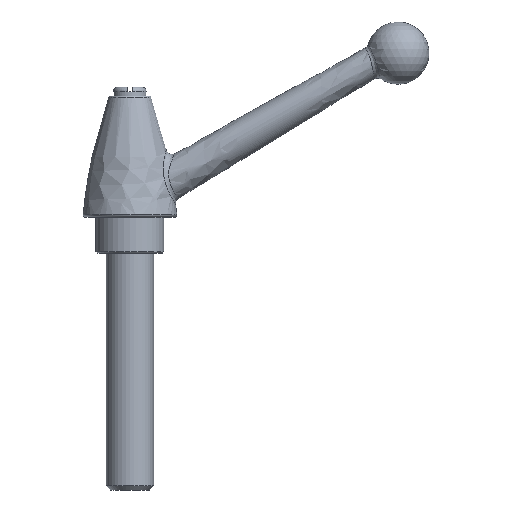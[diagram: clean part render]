
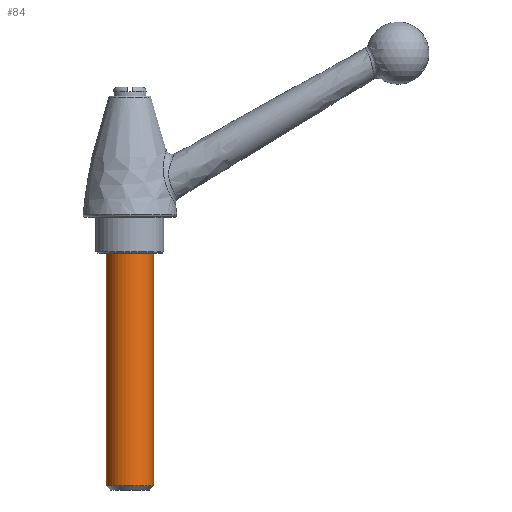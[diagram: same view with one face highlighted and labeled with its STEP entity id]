
A CAD part, front view. The second image highlights one B-rep face of the part: STEP entity #84.
In plain terms, the highlighted cylindrical face has radius 8 mm (diameter 16 mm), a full revolution.
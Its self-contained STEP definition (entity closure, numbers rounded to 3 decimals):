
#84 = ADVANCED_FACE( '', ( #184, #185 ), #186, .T. );
#184 = FACE_OUTER_BOUND( '', #5219, .T. );
#185 = FACE_OUTER_BOUND( '', #5220, .T. );
#186 = CYLINDRICAL_SURFACE( '', #5221, 8. );
#5219 = EDGE_LOOP( '', ( #5342 ) );
#5220 = EDGE_LOOP( '', ( #5343 ) );
#5221 = AXIS2_PLACEMENT_3D( '', #5344, #5345, #5346 );
#5342 = ORIENTED_EDGE( '', *, *, #5439, .T. );
#5343 = ORIENTED_EDGE( '', *, *, #5411, .T. );
#5344 = CARTESIAN_POINT( '', ( 0., 0., -92. ) );
#5345 = DIRECTION( '', ( 0., 0., -1. ) );
#5346 = DIRECTION( '', ( 0., -1., 0. ) );
#5411 = EDGE_CURVE( '', #5476, #5476, #5477, .F. );
#5439 = EDGE_CURVE( '', #5520, #5520, #5521, .F. );
#5476 = VERTEX_POINT( '', #7180 );
#5477 = CIRCLE( '', #7181, 8. );
#5520 = VERTEX_POINT( '', #7785 );
#5521 = CIRCLE( '', #7786, 8. );
#7180 = CARTESIAN_POINT( '', ( 0., -8., -12. ) );
#7181 = AXIS2_PLACEMENT_3D( '', #7813, #7814, #7815 );
#7785 = CARTESIAN_POINT( '', ( 0., 8., -90.5 ) );
#7786 = AXIS2_PLACEMENT_3D( '', #7844, #7845, #7846 );
#7813 = CARTESIAN_POINT( '', ( 0., 0., -12. ) );
#7814 = DIRECTION( '', ( 0., 0., 1. ) );
#7815 = DIRECTION( '', ( 0., -1., 0. ) );
#7844 = CARTESIAN_POINT( '', ( 0., 0., -90.5 ) );
#7845 = DIRECTION( '', ( 0., 0., -1. ) );
#7846 = DIRECTION( '', ( 0., 1., 0. ) );
